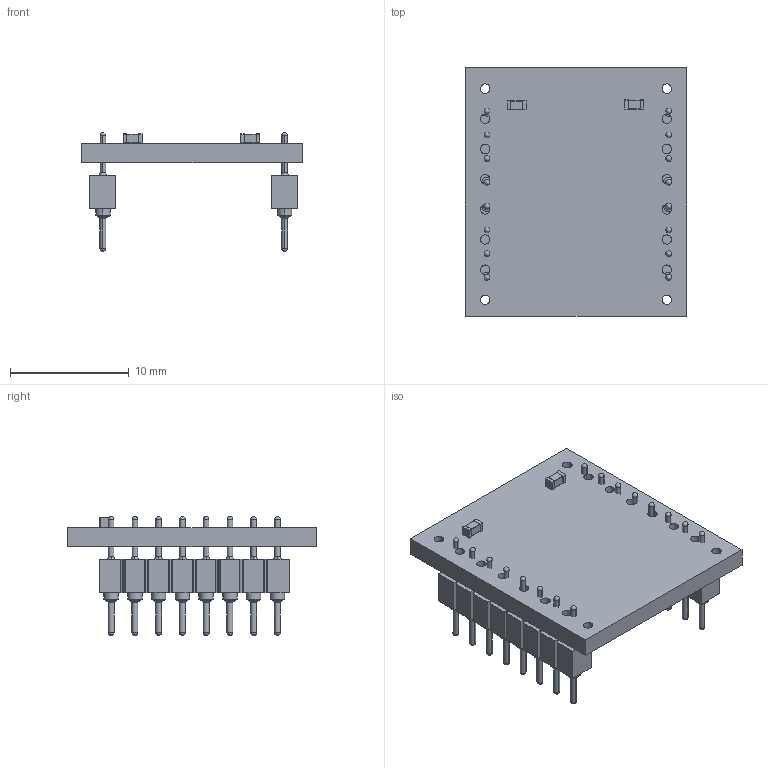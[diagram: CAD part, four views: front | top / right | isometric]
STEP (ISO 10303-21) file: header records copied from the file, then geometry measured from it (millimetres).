
FILE_DESCRIPTION(('KiCad electronic assembly'),'2;1');
FILE_NAME('IZL-bonded2.step','2019-12-03T15:52:00',('An Author'),( 'A Company'),'Open CASCADE STEP processor 6.9', 'KiCad to STEP converter','Unknown');
FILE_SCHEMA(('AUTOMOTIVE_DESIGN { 1 0 10303 214 1 1 1 1 }'));
Length unit declared in the file: millimetre
Products named in the file (7): Open CASCADE STEP translator 6.9 1; C_0603_1608Metric; SOLID; IZL_bonded; COMPOUND
Assembly tree (7 placements, depth 3):
  Open CASCADE STEP translator 6.9 1
    C_0603_1608Metric  x2
      SOLID
    IZL_bonded
      SOLID
      SOLID
    COMPOUND
Bounding box: 18.64 x 20.9 x 10 mm (x, y, z)
Volume: 835.2 mm3; surface area: 1519.8 mm2
Topology: 5 solids, 5 shells, 442 faces, 1236 edges, 792 vertices
Faces by surface type: plane 178, cylinder 136, torus 64, cone 32, sphere 32
Full cylindrical faces by diameter (mm): 0.8 x16
Entity records: 32238 total; most frequent: CARTESIAN_POINT 6842, DIRECTION 4476, LINE 2516, VECTOR 2516, ORIENTED_EDGE 2200, PCURVE 2200, DEFINITIONAL_REPRESENTATION 2200, EDGE_CURVE 1100
